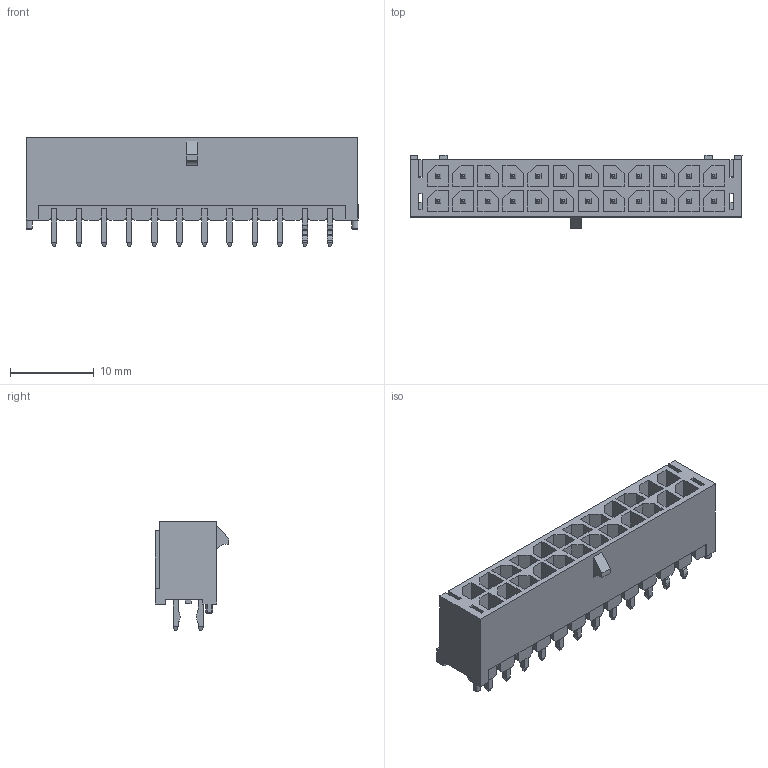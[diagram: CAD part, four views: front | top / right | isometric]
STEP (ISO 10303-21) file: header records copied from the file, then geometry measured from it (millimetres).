
FILE_DESCRIPTION(/* description */ ('Unknown'),/* implementation_level */ '2;1');
FILE_NAME(/* name */ 'J_Wurth_WR-MPC3_66202421122',/* time_stamp */ '2025-06-04T17:27:01+08:00',/* author */ ('Unknown'),/* organization */ ('Unknown'),/* preprocessor_version */ 'ST-DEVELOPER v19.4',/* originating_system */ 'Solid Edge',/* authorisation */ 'Unknown');
FILE_SCHEMA (('AUTOMOTIVE_DESIGN {1 0 10303 214 3 1 1}'));
Length unit declared in the file: millimetre
Products named in the file (2): J_Wurth_WR-MPC3_66202421122
Assembly tree (1 placements, depth 2):
  J_Wurth_WR-MPC3_66202421122
    J_Wurth_WR-MPC3_66202421122
Bounding box: 39.7 x 8.76 x 13.1 mm (x, y, z)
Volume: 1654.2 mm3; surface area: 3897 mm2
Topology: 1 solids, 1 shells, 1079 faces, 2946 edges, 1866 vertices
Faces by surface type: plane 1026, cylinder 47, cone 6
Entity records: 40780 total; most frequent: CARTESIAN_POINT 5935, ORIENTED_EDGE 5884, DIRECTION 5188, EDGE_CURVE 2942, LINE 2826, VECTOR 2826, VERTEX_POINT 1864, AXIS2_PLACEMENT_3D 1181
